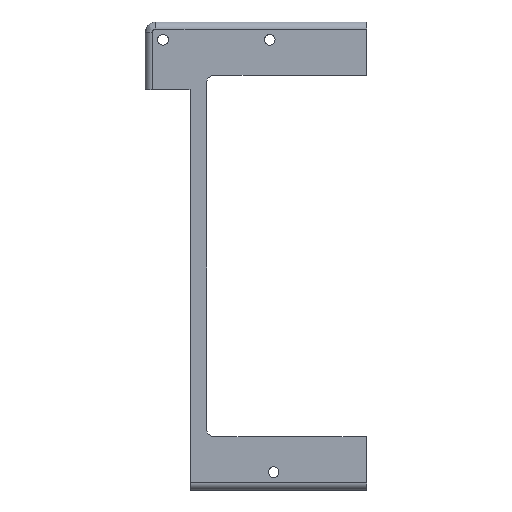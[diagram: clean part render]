
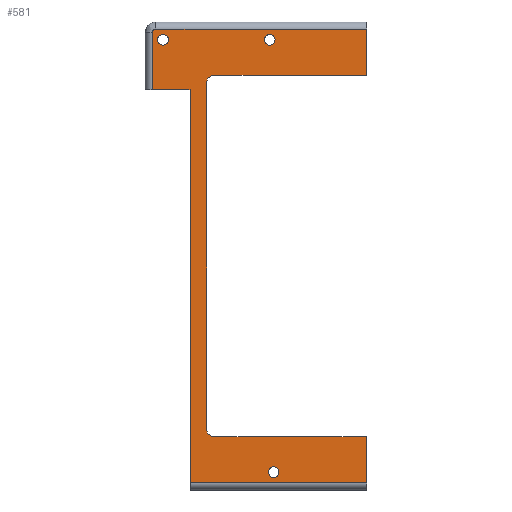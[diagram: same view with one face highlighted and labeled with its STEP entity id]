
A CAD part, top view. The second image highlights one B-rep face of the part: STEP entity #581.
In plain terms, the highlighted planar face has unit normal (0, 0, 1).
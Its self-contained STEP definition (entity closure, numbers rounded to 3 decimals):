
#16=FACE_BOUND('',#80,.T.);
#17=FACE_BOUND('',#81,.T.);
#18=FACE_BOUND('',#82,.T.);
#24=PLANE('',#632);
#48=FACE_OUTER_BOUND('',#79,.T.);
#79=EDGE_LOOP('',(#419,#420,#421,#422,#423,#424,#425,#426,#427,#428,#429,
#430,#431,#432,#433));
#80=EDGE_LOOP('',(#434));
#81=EDGE_LOOP('',(#435));
#82=EDGE_LOOP('',(#436));
#115=LINE('',#850,#180);
#119=LINE('',#862,#184);
#120=LINE('',#868,#185);
#122=LINE('',#874,#187);
#123=LINE('',#876,#188);
#124=LINE('',#877,#189);
#125=LINE('',#879,#190);
#126=LINE('',#881,#191);
#127=LINE('',#885,#192);
#128=LINE('',#887,#193);
#129=LINE('',#889,#194);
#130=LINE('',#890,#195);
#180=VECTOR('',#684,10.);
#184=VECTOR('',#696,10.);
#185=VECTOR('',#701,10.);
#187=VECTOR('',#707,10.);
#188=VECTOR('',#708,10.);
#189=VECTOR('',#709,10.);
#190=VECTOR('',#710,10.);
#191=VECTOR('',#711,10.);
#192=VECTOR('',#714,10.);
#193=VECTOR('',#715,10.);
#194=VECTOR('',#716,10.);
#195=VECTOR('',#717,10.);
#242=CIRCLE('',#623,2.);
#244=CIRCLE('',#627,2.);
#247=CIRCLE('',#633,1.);
#248=CIRCLE('',#634,1.5);
#249=CIRCLE('',#635,1.5);
#250=CIRCLE('',#636,1.5);
#262=VERTEX_POINT('',#840);
#263=VERTEX_POINT('',#842);
#265=VERTEX_POINT('',#848);
#267=VERTEX_POINT('',#854);
#269=VERTEX_POINT('',#860);
#271=VERTEX_POINT('',#865);
#272=VERTEX_POINT('',#867);
#274=VERTEX_POINT('',#873);
#275=VERTEX_POINT('',#875);
#276=VERTEX_POINT('',#878);
#277=VERTEX_POINT('',#880);
#278=VERTEX_POINT('',#882);
#279=VERTEX_POINT('',#884);
#280=VERTEX_POINT('',#886);
#281=VERTEX_POINT('',#888);
#282=VERTEX_POINT('',#891);
#283=VERTEX_POINT('',#893);
#284=VERTEX_POINT('',#895);
#317=EDGE_CURVE('',#262,#263,#242,.T.);
#321=EDGE_CURVE('',#262,#265,#115,.T.);
#324=EDGE_CURVE('',#267,#265,#244,.T.);
#327=EDGE_CURVE('',#267,#269,#119,.T.);
#329=EDGE_CURVE('',#271,#272,#120,.T.);
#332=EDGE_CURVE('',#271,#274,#122,.T.);
#333=EDGE_CURVE('',#274,#275,#123,.T.);
#334=EDGE_CURVE('',#275,#263,#124,.T.);
#335=EDGE_CURVE('',#269,#276,#125,.T.);
#336=EDGE_CURVE('',#277,#276,#126,.T.);
#337=EDGE_CURVE('',#278,#277,#247,.T.);
#338=EDGE_CURVE('',#279,#278,#127,.T.);
#339=EDGE_CURVE('',#279,#280,#128,.T.);
#340=EDGE_CURVE('',#280,#281,#129,.T.);
#341=EDGE_CURVE('',#281,#272,#130,.T.);
#342=EDGE_CURVE('',#282,#282,#248,.T.);
#343=EDGE_CURVE('',#283,#283,#249,.T.);
#344=EDGE_CURVE('',#284,#284,#250,.T.);
#419=ORIENTED_EDGE('',*,*,#329,.F.);
#420=ORIENTED_EDGE('',*,*,#332,.T.);
#421=ORIENTED_EDGE('',*,*,#333,.T.);
#422=ORIENTED_EDGE('',*,*,#334,.T.);
#423=ORIENTED_EDGE('',*,*,#317,.F.);
#424=ORIENTED_EDGE('',*,*,#321,.T.);
#425=ORIENTED_EDGE('',*,*,#324,.F.);
#426=ORIENTED_EDGE('',*,*,#327,.T.);
#427=ORIENTED_EDGE('',*,*,#335,.T.);
#428=ORIENTED_EDGE('',*,*,#336,.F.);
#429=ORIENTED_EDGE('',*,*,#337,.F.);
#430=ORIENTED_EDGE('',*,*,#338,.F.);
#431=ORIENTED_EDGE('',*,*,#339,.T.);
#432=ORIENTED_EDGE('',*,*,#340,.T.);
#433=ORIENTED_EDGE('',*,*,#341,.T.);
#434=ORIENTED_EDGE('',*,*,#342,.T.);
#435=ORIENTED_EDGE('',*,*,#343,.T.);
#436=ORIENTED_EDGE('',*,*,#344,.T.);
#581=ADVANCED_FACE('',(#48,#16,#17,#18),#24,.T.);
#623=AXIS2_PLACEMENT_3D('',#843,#677,#678);
#627=AXIS2_PLACEMENT_3D('',#856,#690,#691);
#632=AXIS2_PLACEMENT_3D('',#872,#705,#706);
#633=AXIS2_PLACEMENT_3D('',#883,#712,#713);
#634=AXIS2_PLACEMENT_3D('',#892,#718,#719);
#635=AXIS2_PLACEMENT_3D('',#894,#720,#721);
#636=AXIS2_PLACEMENT_3D('',#896,#722,#723);
#677=DIRECTION('center_axis',(0.,0.,1.));
#678=DIRECTION('ref_axis',(-0.707,-0.707,0.));
#684=DIRECTION('',(0.,1.,0.));
#690=DIRECTION('center_axis',(0.,0.,1.));
#691=DIRECTION('ref_axis',(-0.707,0.707,0.));
#696=DIRECTION('',(1.,0.,0.));
#701=DIRECTION('',(-1.,0.,0.));
#705=DIRECTION('center_axis',(0.,0.,1.));
#706=DIRECTION('ref_axis',(1.,0.,0.));
#707=DIRECTION('',(0.,1.,0.));
#708=DIRECTION('',(-1.,0.,0.));
#709=DIRECTION('',(-1.,0.,0.));
#710=DIRECTION('',(0.,1.,0.));
#711=DIRECTION('',(1.,0.,0.));
#712=DIRECTION('center_axis',(0.,0.,-1.));
#713=DIRECTION('ref_axis',(-0.707,0.707,0.));
#714=DIRECTION('',(0.,1.,0.));
#715=DIRECTION('',(1.,0.,0.));
#716=DIRECTION('',(1.,0.,0.));
#717=DIRECTION('',(0.,-1.,0.));
#718=DIRECTION('center_axis',(0.,0.,-1.));
#719=DIRECTION('ref_axis',(1.,0.,0.));
#720=DIRECTION('center_axis',(0.,0.,-1.));
#721=DIRECTION('ref_axis',(1.,0.,0.));
#722=DIRECTION('center_axis',(0.,0.,-1.));
#723=DIRECTION('ref_axis',(1.,0.,0.));
#840=CARTESIAN_POINT('',(1.933,12.,9.));
#842=CARTESIAN_POINT('',(3.933,10.,9.));
#843=CARTESIAN_POINT('Origin',(3.933,12.,9.));
#848=CARTESIAN_POINT('',(1.933,109.537,9.));
#850=CARTESIAN_POINT('',(1.933,5.,9.));
#854=CARTESIAN_POINT('',(3.933,111.537,9.));
#856=CARTESIAN_POINT('Origin',(3.933,109.537,9.));
#860=CARTESIAN_POINT('',(46.933,111.537,9.));
#862=CARTESIAN_POINT('',(6.933,111.537,9.));
#865=CARTESIAN_POINT('',(46.887,-3.,9.));
#867=CARTESIAN_POINT('',(-2.612,-3.,9.));
#868=CARTESIAN_POINT('',(9.762,-3.,9.));
#872=CARTESIAN_POINT('Origin',(22.137,0.,9.));
#873=CARTESIAN_POINT('',(46.887,10.,9.));
#874=CARTESIAN_POINT('',(46.887,-5.,9.));
#875=CARTESIAN_POINT('',(37.359,10.,9.));
#876=CARTESIAN_POINT('',(37.359,10.,9.));
#877=CARTESIAN_POINT('',(37.359,10.,9.));
#878=CARTESIAN_POINT('',(46.933,124.537,9.));
#879=CARTESIAN_POINT('',(46.933,116.537,9.));
#880=CARTESIAN_POINT('',(-12.354,124.537,9.));
#881=CARTESIAN_POINT('',(34.535,124.537,9.));
#882=CARTESIAN_POINT('',(-13.354,123.537,9.));
#883=CARTESIAN_POINT('Origin',(-12.354,123.537,9.));
#884=CARTESIAN_POINT('',(-13.354,107.487,9.));
#885=CARTESIAN_POINT('',(-13.354,63.269,9.));
#886=CARTESIAN_POINT('',(-3.067,107.487,9.));
#887=CARTESIAN_POINT('',(-15.354,107.487,9.));
#888=CARTESIAN_POINT('',(-2.567,107.487,9.));
#889=CARTESIAN_POINT('',(-3.067,107.487,9.));
#890=CARTESIAN_POINT('',(-2.613,-5.,9.));
#891=CARTESIAN_POINT('',(19.243,0.,9.));
#892=CARTESIAN_POINT('Origin',(20.743,0.,9.));
#893=CARTESIAN_POINT('',(-11.854,121.537,9.));
#894=CARTESIAN_POINT('Origin',(-10.354,121.537,9.));
#895=CARTESIAN_POINT('',(18.146,121.537,9.));
#896=CARTESIAN_POINT('Origin',(19.646,121.537,9.));
